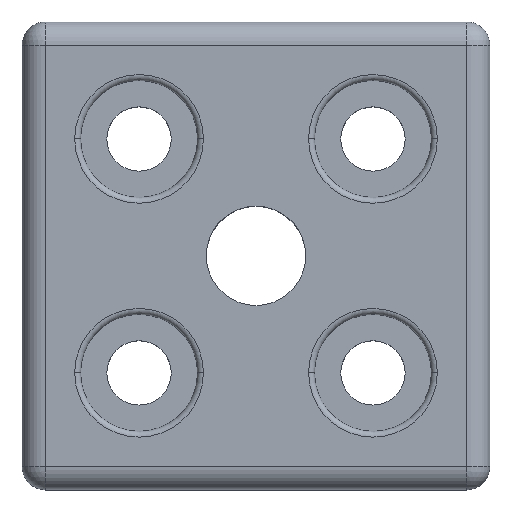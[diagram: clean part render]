
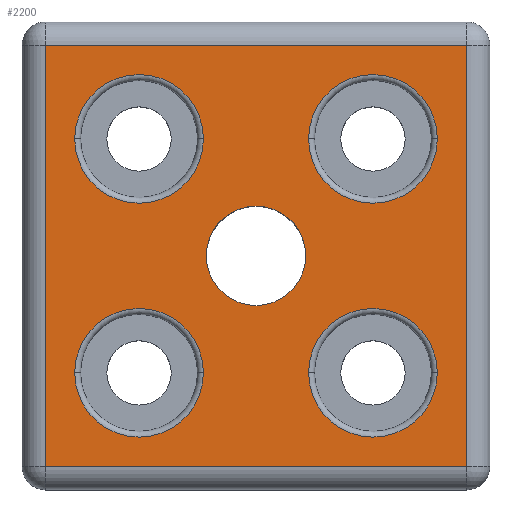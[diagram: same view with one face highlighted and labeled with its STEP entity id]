
A CAD part, top view. The second image highlights one B-rep face of the part: STEP entity #2200.
In plain terms, the highlighted planar face has unit normal (0, 0, 1).
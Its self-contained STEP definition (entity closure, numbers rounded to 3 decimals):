
#14=FACE_BOUND('',#313,.T.);
#15=FACE_BOUND('',#314,.T.);
#16=FACE_BOUND('',#315,.T.);
#17=FACE_BOUND('',#316,.T.);
#18=FACE_BOUND('',#317,.T.);
#36=PLANE('',#2466);
#158=FACE_OUTER_BOUND('',#312,.T.);
#312=EDGE_LOOP('',(#1575,#1576,#1577,#1578));
#313=EDGE_LOOP('',(#1579,#1580));
#314=EDGE_LOOP('',(#1581,#1582));
#315=EDGE_LOOP('',(#1583,#1584));
#316=EDGE_LOOP('',(#1585,#1586));
#317=EDGE_LOOP('',(#1587,#1588));
#489=LINE('',#3910,#588);
#490=LINE('',#3912,#589);
#491=LINE('',#3914,#590);
#492=LINE('',#3915,#591);
#588=VECTOR('',#3057,36.);
#589=VECTOR('',#3058,36.);
#590=VECTOR('',#3059,36.);
#591=VECTOR('',#3060,36.);
#644=CIRCLE('',#2315,4.25);
#665=CIRCLE('',#2345,5.5);
#669=CIRCLE('',#2350,5.5);
#673=CIRCLE('',#2355,5.5);
#677=CIRCLE('',#2360,5.5);
#753=CIRCLE('',#2467,4.25);
#754=CIRCLE('',#2468,5.5);
#755=CIRCLE('',#2469,5.5);
#756=CIRCLE('',#2470,5.5);
#757=CIRCLE('',#2471,5.5);
#881=VERTEX_POINT('',#3589);
#882=VERTEX_POINT('',#3591);
#907=VERTEX_POINT('',#3655);
#908=VERTEX_POINT('',#3656);
#911=VERTEX_POINT('',#3664);
#912=VERTEX_POINT('',#3665);
#915=VERTEX_POINT('',#3673);
#916=VERTEX_POINT('',#3674);
#919=VERTEX_POINT('',#3682);
#920=VERTEX_POINT('',#3683);
#1004=VERTEX_POINT('',#3908);
#1005=VERTEX_POINT('',#3909);
#1006=VERTEX_POINT('',#3911);
#1007=VERTEX_POINT('',#3913);
#1076=EDGE_CURVE('',#881,#882,#644,.T.);
#1106=EDGE_CURVE('',#907,#908,#665,.T.);
#1110=EDGE_CURVE('',#911,#912,#669,.T.);
#1114=EDGE_CURVE('',#915,#916,#673,.T.);
#1118=EDGE_CURVE('',#919,#920,#677,.T.);
#1228=EDGE_CURVE('',#1004,#1005,#489,.T.);
#1229=EDGE_CURVE('',#1005,#1006,#490,.T.);
#1230=EDGE_CURVE('',#1006,#1007,#491,.T.);
#1231=EDGE_CURVE('',#1007,#1004,#492,.T.);
#1232=EDGE_CURVE('',#882,#881,#753,.T.);
#1233=EDGE_CURVE('',#920,#919,#754,.T.);
#1234=EDGE_CURVE('',#916,#915,#755,.T.);
#1235=EDGE_CURVE('',#912,#911,#756,.T.);
#1236=EDGE_CURVE('',#908,#907,#757,.T.);
#1575=ORIENTED_EDGE('',*,*,#1228,.T.);
#1576=ORIENTED_EDGE('',*,*,#1229,.T.);
#1577=ORIENTED_EDGE('',*,*,#1230,.T.);
#1578=ORIENTED_EDGE('',*,*,#1231,.T.);
#1579=ORIENTED_EDGE('',*,*,#1232,.F.);
#1580=ORIENTED_EDGE('',*,*,#1076,.F.);
#1581=ORIENTED_EDGE('',*,*,#1233,.T.);
#1582=ORIENTED_EDGE('',*,*,#1118,.T.);
#1583=ORIENTED_EDGE('',*,*,#1234,.T.);
#1584=ORIENTED_EDGE('',*,*,#1114,.T.);
#1585=ORIENTED_EDGE('',*,*,#1235,.T.);
#1586=ORIENTED_EDGE('',*,*,#1110,.T.);
#1587=ORIENTED_EDGE('',*,*,#1236,.T.);
#1588=ORIENTED_EDGE('',*,*,#1106,.T.);
#2200=ADVANCED_FACE('',(#158,#14,#15,#16,#17,#18),#36,.T.);
#2315=AXIS2_PLACEMENT_3D('',#3592,#2710,#2711);
#2345=AXIS2_PLACEMENT_3D('',#3657,#2779,#2780);
#2350=AXIS2_PLACEMENT_3D('',#3666,#2789,#2790);
#2355=AXIS2_PLACEMENT_3D('',#3675,#2799,#2800);
#2360=AXIS2_PLACEMENT_3D('',#3684,#2809,#2810);
#2466=AXIS2_PLACEMENT_3D('',#3907,#3055,#3056);
#2467=AXIS2_PLACEMENT_3D('',#3916,#3061,#3062);
#2468=AXIS2_PLACEMENT_3D('',#3917,#3063,#3064);
#2469=AXIS2_PLACEMENT_3D('',#3918,#3065,#3066);
#2470=AXIS2_PLACEMENT_3D('',#3919,#3067,#3068);
#2471=AXIS2_PLACEMENT_3D('',#3920,#3069,#3070);
#2710=DIRECTION('center_axis',(0.,0.,1.));
#2711=DIRECTION('ref_axis',(1.,0.,0.));
#2779=DIRECTION('center_axis',(0.,0.,-1.));
#2780=DIRECTION('ref_axis',(1.,0.,0.));
#2789=DIRECTION('center_axis',(0.,0.,-1.));
#2790=DIRECTION('ref_axis',(1.,0.,0.));
#2799=DIRECTION('center_axis',(0.,0.,-1.));
#2800=DIRECTION('ref_axis',(1.,0.,0.));
#2809=DIRECTION('center_axis',(0.,0.,-1.));
#2810=DIRECTION('ref_axis',(1.,0.,0.));
#3055=DIRECTION('center_axis',(0.,0.,1.));
#3056=DIRECTION('ref_axis',(1.,0.,0.));
#3057=DIRECTION('',(1.,0.,0.));
#3058=DIRECTION('',(0.,1.,0.));
#3059=DIRECTION('',(-1.,0.,0.));
#3060=DIRECTION('',(0.,-1.,0.));
#3061=DIRECTION('center_axis',(0.,0.,1.));
#3062=DIRECTION('ref_axis',(1.,0.,0.));
#3063=DIRECTION('center_axis',(0.,0.,-1.));
#3064=DIRECTION('ref_axis',(1.,0.,0.));
#3065=DIRECTION('center_axis',(0.,0.,-1.));
#3066=DIRECTION('ref_axis',(1.,0.,0.));
#3067=DIRECTION('center_axis',(0.,0.,-1.));
#3068=DIRECTION('ref_axis',(1.,0.,0.));
#3069=DIRECTION('center_axis',(0.,0.,-1.));
#3070=DIRECTION('ref_axis',(1.,0.,0.));
#3589=CARTESIAN_POINT('',(-4.25,0.,12.));
#3591=CARTESIAN_POINT('',(4.25,0.,12.));
#3592=CARTESIAN_POINT('Origin',(0.,0.,12.));
#3655=CARTESIAN_POINT('',(-15.5,-10.,12.));
#3656=CARTESIAN_POINT('',(-4.5,-10.,12.));
#3657=CARTESIAN_POINT('Origin',(-10.,-10.,12.));
#3664=CARTESIAN_POINT('',(4.5,-10.,12.));
#3665=CARTESIAN_POINT('',(15.5,-10.,12.));
#3666=CARTESIAN_POINT('Origin',(10.,-10.,12.));
#3673=CARTESIAN_POINT('',(4.5,10.,12.));
#3674=CARTESIAN_POINT('',(15.5,10.,12.));
#3675=CARTESIAN_POINT('Origin',(10.,10.,12.));
#3682=CARTESIAN_POINT('',(-15.5,10.,12.));
#3683=CARTESIAN_POINT('',(-4.5,10.,12.));
#3684=CARTESIAN_POINT('Origin',(-10.,10.,12.));
#3907=CARTESIAN_POINT('Origin',(-20.,20.,12.));
#3908=CARTESIAN_POINT('',(-18.,-18.,12.));
#3909=CARTESIAN_POINT('',(18.,-18.,12.));
#3910=CARTESIAN_POINT('',(18.,-18.,12.));
#3911=CARTESIAN_POINT('',(18.,18.,12.));
#3912=CARTESIAN_POINT('',(18.,18.,12.));
#3913=CARTESIAN_POINT('',(-18.,18.,12.));
#3914=CARTESIAN_POINT('',(-18.,18.,12.));
#3915=CARTESIAN_POINT('',(-18.,-18.,12.));
#3916=CARTESIAN_POINT('Origin',(0.,0.,12.));
#3917=CARTESIAN_POINT('Origin',(-10.,10.,12.));
#3918=CARTESIAN_POINT('Origin',(10.,10.,12.));
#3919=CARTESIAN_POINT('Origin',(10.,-10.,12.));
#3920=CARTESIAN_POINT('Origin',(-10.,-10.,12.));
